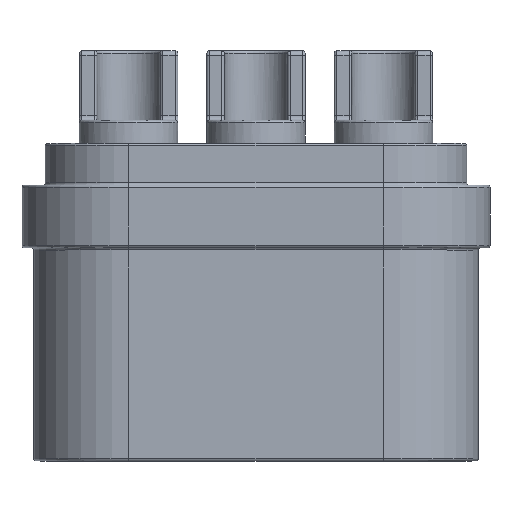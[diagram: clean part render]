
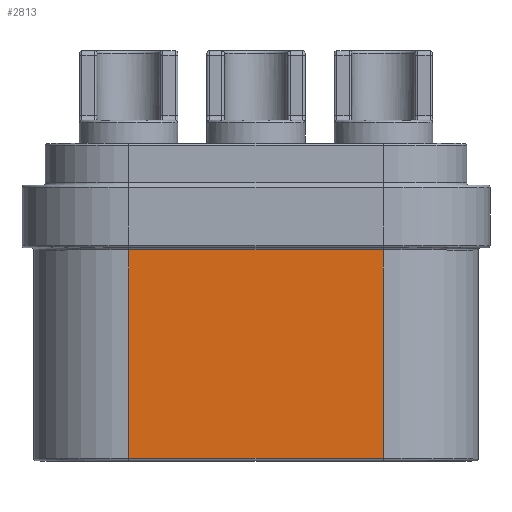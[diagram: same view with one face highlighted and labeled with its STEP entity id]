
A CAD part, top view. The second image highlights one B-rep face of the part: STEP entity #2813.
In plain terms, the highlighted planar face has unit normal (0, 0, 1).
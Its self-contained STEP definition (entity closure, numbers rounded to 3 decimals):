
#186=PLANE('',#3110);
#226=LINE('',#4403,#357);
#229=LINE('',#4415,#360);
#230=LINE('',#4417,#361);
#231=LINE('',#4418,#362);
#357=VECTOR('',#3539,10.);
#360=VECTOR('',#3554,10.);
#361=VECTOR('',#3555,10.);
#362=VECTOR('',#3556,10.);
#567=FACE_OUTER_BOUND('',#762,.T.);
#762=EDGE_LOOP('',(#1945,#1946,#1947,#1948));
#1193=VERTEX_POINT('',#4393);
#1195=VERTEX_POINT('',#4399);
#1199=VERTEX_POINT('',#4414);
#1200=VERTEX_POINT('',#4416);
#1469=EDGE_CURVE('',#1193,#1195,#226,.T.);
#1475=EDGE_CURVE('',#1199,#1193,#229,.T.);
#1476=EDGE_CURVE('',#1200,#1199,#230,.T.);
#1477=EDGE_CURVE('',#1200,#1195,#231,.T.);
#1945=ORIENTED_EDGE('',*,*,#1469,.F.);
#1946=ORIENTED_EDGE('',*,*,#1475,.F.);
#1947=ORIENTED_EDGE('',*,*,#1476,.F.);
#1948=ORIENTED_EDGE('',*,*,#1477,.T.);
#2813=ADVANCED_FACE('',(#567),#186,.T.);
#3110=AXIS2_PLACEMENT_3D('',#4413,#3552,#3553);
#3539=DIRECTION('',(-1.,0.,0.));
#3552=DIRECTION('center_axis',(0.,0.,1.));
#3553=DIRECTION('ref_axis',(-1.,0.,0.));
#3554=DIRECTION('',(0.,-1.,0.));
#3555=DIRECTION('',(1.,0.,0.));
#3556=DIRECTION('',(0.,-1.,0.));
#4393=CARTESIAN_POINT('',(5.5,-9.1,4.1));
#4399=CARTESIAN_POINT('',(-5.5,-9.1,4.1));
#4403=CARTESIAN_POINT('',(2.75,-9.1,4.1));
#4413=CARTESIAN_POINT('Origin',(5.5,0.,4.1));
#4414=CARTESIAN_POINT('',(5.5,-0.1,4.1));
#4415=CARTESIAN_POINT('',(5.5,0.,4.1));
#4416=CARTESIAN_POINT('',(-5.5,-0.1,4.1));
#4417=CARTESIAN_POINT('',(2.75,-0.1,4.1));
#4418=CARTESIAN_POINT('',(-5.5,0.,4.1));
